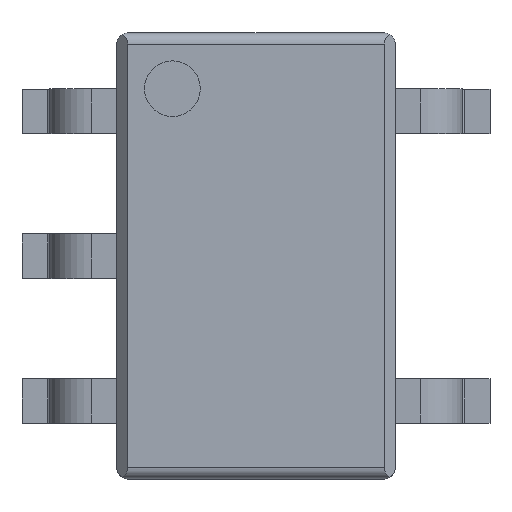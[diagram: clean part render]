
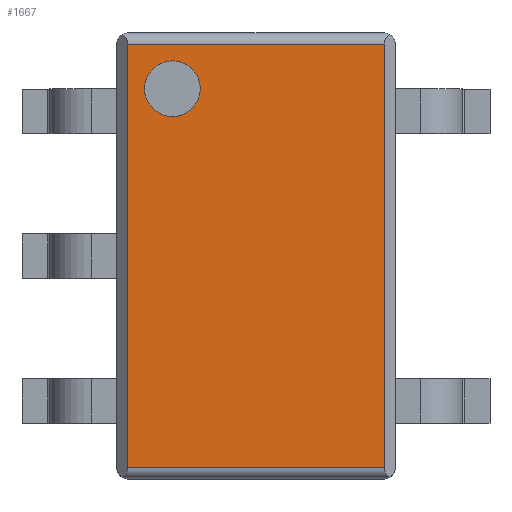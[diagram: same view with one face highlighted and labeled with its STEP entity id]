
A CAD part, top view. The second image highlights one B-rep face of the part: STEP entity #1667.
In plain terms, the highlighted planar face has unit normal (0, 0, 1).
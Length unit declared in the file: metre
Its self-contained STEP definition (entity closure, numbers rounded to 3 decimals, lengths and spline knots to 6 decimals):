
#60=CIRCLE('',#2330,0.000125);
#361=ORIENTED_EDGE('',*,*,#713,.F.);
#362=ORIENTED_EDGE('',*,*,#714,.T.);
#363=ORIENTED_EDGE('',*,*,#715,.T.);
#364=ORIENTED_EDGE('',*,*,#716,.T.);
#365=ORIENTED_EDGE('',*,*,#717,.T.);
#713=EDGE_CURVE('',#907,#907,#60,.T.);
#714=EDGE_CURVE('',#908,#909,#1069,.T.);
#715=EDGE_CURVE('',#909,#910,#1070,.T.);
#716=EDGE_CURVE('',#910,#911,#1071,.T.);
#717=EDGE_CURVE('',#911,#908,#1072,.F.);
#907=VERTEX_POINT('',#3167);
#908=VERTEX_POINT('',#3169);
#909=VERTEX_POINT('',#3170);
#910=VERTEX_POINT('',#3172);
#911=VERTEX_POINT('',#3174);
#1069=LINE('',#3168,#1233);
#1070=LINE('',#3171,#1234);
#1071=LINE('',#3173,#1235);
#1072=LINE('',#3175,#1236);
#1233=VECTOR('',#2665,1.);
#1234=VECTOR('',#2666,1.);
#1235=VECTOR('',#2667,1.);
#1236=VECTOR('',#2668,1.);
#1337=EDGE_LOOP('',(#361));
#1338=EDGE_LOOP('',(#362,#363,#364,#365));
#1433=FACE_BOUND('',#1337,.T.);
#1434=FACE_BOUND('',#1338,.T.);
#1512=PLANE('',#2329);
#1667=ADVANCED_FACE('',(#1433,#1434),#1512,.T.);
#2329=AXIS2_PLACEMENT_3D('',#3165,#2661,#2662);
#2330=AXIS2_PLACEMENT_3D('',#3166,#2663,#2664);
#2661=DIRECTION('',(0.,0.,1.));
#2662=DIRECTION('',(1.,0.,0.));
#2663=DIRECTION('',(0.,0.,1.));
#2664=DIRECTION('',(1.,0.,0.));
#2665=DIRECTION('',(0.,1.,0.));
#2666=DIRECTION('',(-1.,0.,0.));
#2667=DIRECTION('',(0.,-1.,0.));
#2668=DIRECTION('',(-1.,0.,0.));
#3165=CARTESIAN_POINT('',(0.,0.,0.00085));
#3166=CARTESIAN_POINT('',(-0.000375,0.00075,0.00085));
#3167=CARTESIAN_POINT('',(-0.00025,0.00075,0.00085));
#3168=CARTESIAN_POINT('',(0.000575,0.,0.00085));
#3169=CARTESIAN_POINT('',(0.000575,-0.00095,0.00085));
#3170=CARTESIAN_POINT('',(0.000575,0.00095,0.00085));
#3171=CARTESIAN_POINT('',(-0.000575,0.00095,0.00085));
#3172=CARTESIAN_POINT('',(-0.000575,0.00095,0.00085));
#3173=CARTESIAN_POINT('',(-0.000575,-0.001,0.00085));
#3174=CARTESIAN_POINT('',(-0.000575,-0.00095,0.00085));
#3175=CARTESIAN_POINT('',(0.,-0.00095,0.00085));
